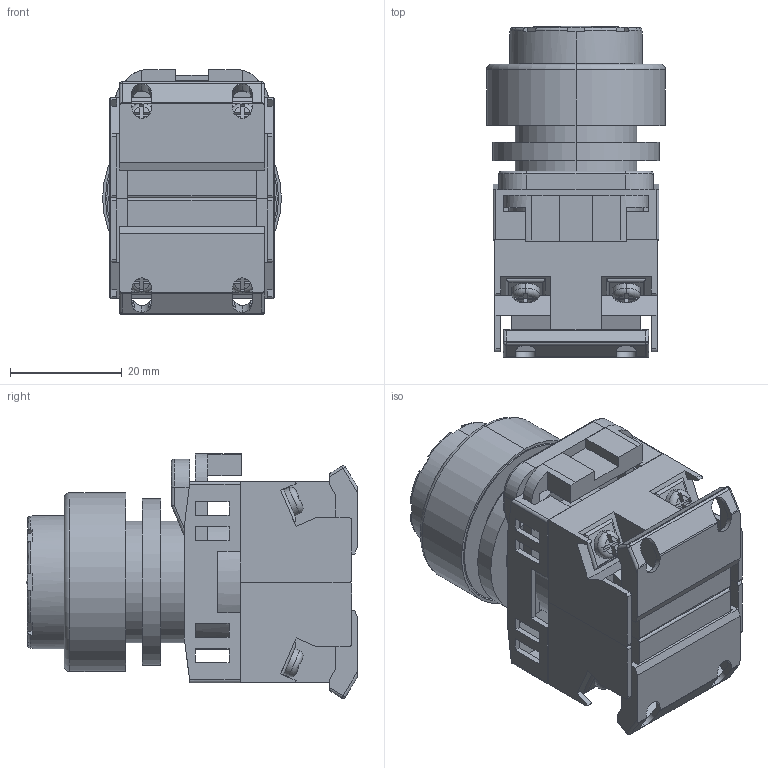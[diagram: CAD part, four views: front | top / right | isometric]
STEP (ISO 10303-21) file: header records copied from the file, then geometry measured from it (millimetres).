
FILE_DESCRIPTION (( 'STEP AP214' ), '1' );
FILE_NAME ('AR22E0L-10L3GZA.step', '2017-08-28T21:08:31', ( '' ), ( '' ), 'SwSTEP 2.0', 'SolidWorks 2017', '' );
FILE_SCHEMA (( 'AUTOMOTIVE_DESIGN' ));
Length unit declared in the file: millimetre
Products named in the file (1): AR22E0L-10L3GZA
Bounding box: 32 x 59.25 x 43.81 mm (x, y, z)
Volume: 39258.4 mm3; surface area: 24549.7 mm2
Topology: 18 solids, 18 shells, 475 faces, 1290 edges, 843 vertices
Faces by surface type: plane 329, cylinder 111, torus 20, sphere 10, bspline 5
Entity records: 17099 total; most frequent: CARTESIAN_POINT 3700, ORIENTED_EDGE 2576, DIRECTION 2265, EDGE_CURVE 1288, LINE 871, VECTOR 871, VERTEX_POINT 843, AXIS2_PLACEMENT_3D 697
